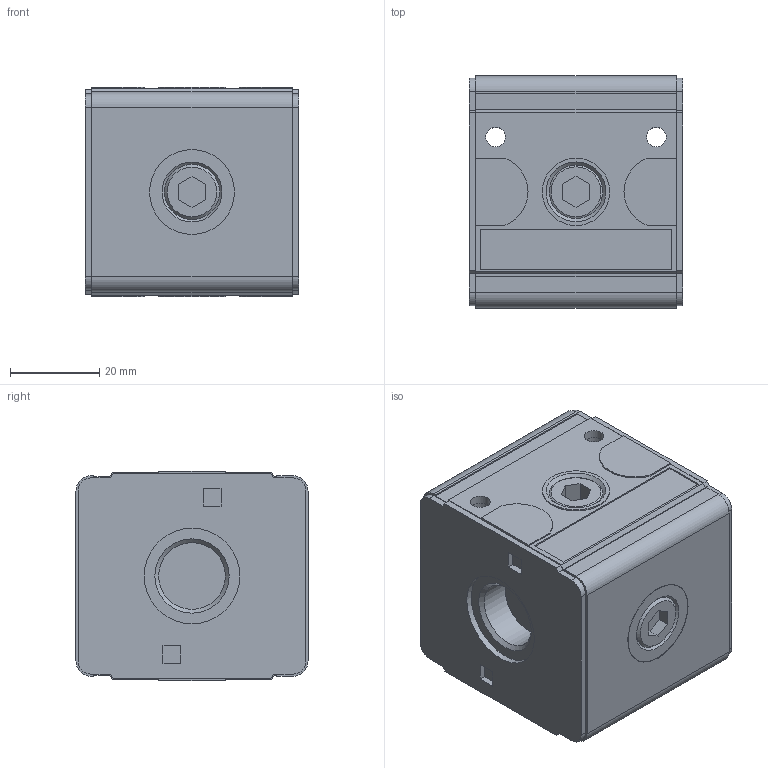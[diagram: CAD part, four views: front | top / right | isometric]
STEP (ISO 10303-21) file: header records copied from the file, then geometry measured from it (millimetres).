
FILE_DESCRIPTION( ( 'STEP AP203' ), ' ' );
FILE_NAME( '9.4012.100.stp', '2017-04-10T08:01:35', ( '' ), ( '' ), ' ', 'PARTsolutions', ' ' );
FILE_SCHEMA( ( 'CONFIG_CONTROL_DESIGN' ) );
Length unit declared in the file: millimetre
Products named in the file (1): _9.4012.100
Bounding box: 47.8 x 52 x 47 mm (x, y, z)
Volume: 106253.1 mm3; surface area: 17401.8 mm2
Topology: 1 solids, 2 shells, 189 faces, 455 edges, 301 vertices
Faces by surface type: plane 145, cylinder 30, cone 14
Full cylindrical faces by diameter (mm): 4.4 x4, 11.445 x1, 14.95 x2, 15.1 x2, 19 x1, 19.5 x1, 21.4 x1, 23.2 x1, 25 x1
Entity records: 5354 total; most frequent: CARTESIAN_POINT 916, DIRECTION 886, ORIENTED_EDGE 852, EDGE_CURVE 426, LINE 346, VECTOR 346, VERTEX_POINT 300, AXIS2_PLACEMENT_3D 270
